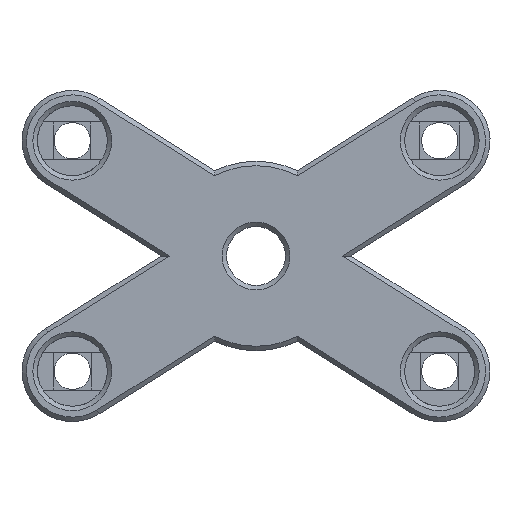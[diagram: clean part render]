
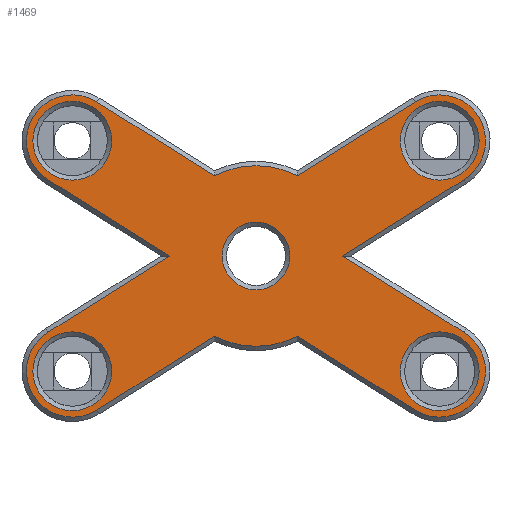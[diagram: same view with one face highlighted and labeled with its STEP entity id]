
A CAD part, front view. The second image highlights one B-rep face of the part: STEP entity #1469.
In plain terms, the highlighted planar face has unit normal (0, -1, 0).
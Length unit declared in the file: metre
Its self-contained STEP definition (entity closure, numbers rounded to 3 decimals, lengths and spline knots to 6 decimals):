
#71=LINE('',#2330,#199);
#72=LINE('',#2332,#200);
#73=LINE('',#2336,#201);
#74=LINE('',#2340,#202);
#75=LINE('',#2344,#203);
#76=LINE('',#2346,#204);
#77=LINE('',#2350,#205);
#78=LINE('',#2354,#206);
#199=VECTOR('',#1863,1.);
#200=VECTOR('',#1864,1.);
#201=VECTOR('',#1867,1.);
#202=VECTOR('',#1870,1.);
#203=VECTOR('',#1873,1.);
#204=VECTOR('',#1874,1.);
#205=VECTOR('',#1877,1.);
#206=VECTOR('',#1880,1.);
#362=ORIENTED_EDGE('',*,*,#758,.T.);
#363=ORIENTED_EDGE('',*,*,#759,.T.);
#364=ORIENTED_EDGE('',*,*,#760,.T.);
#365=ORIENTED_EDGE('',*,*,#761,.T.);
#366=ORIENTED_EDGE('',*,*,#762,.T.);
#367=ORIENTED_EDGE('',*,*,#763,.T.);
#368=ORIENTED_EDGE('',*,*,#764,.T.);
#369=ORIENTED_EDGE('',*,*,#765,.T.);
#370=ORIENTED_EDGE('',*,*,#766,.T.);
#371=ORIENTED_EDGE('',*,*,#767,.T.);
#372=ORIENTED_EDGE('',*,*,#768,.T.);
#373=ORIENTED_EDGE('',*,*,#769,.T.);
#374=ORIENTED_EDGE('',*,*,#770,.T.);
#375=ORIENTED_EDGE('',*,*,#771,.T.);
#376=ORIENTED_EDGE('',*,*,#772,.T.);
#377=ORIENTED_EDGE('',*,*,#773,.T.);
#378=ORIENTED_EDGE('',*,*,#774,.T.);
#379=ORIENTED_EDGE('',*,*,#775,.T.);
#380=ORIENTED_EDGE('',*,*,#776,.T.);
#758=EDGE_CURVE('',#957,#957,#1074,.T.);
#759=EDGE_CURVE('',#958,#958,#1075,.T.);
#760=EDGE_CURVE('',#959,#959,#1076,.T.);
#761=EDGE_CURVE('',#960,#960,#1077,.T.);
#762=EDGE_CURVE('',#961,#961,#1078,.T.);
#763=EDGE_CURVE('',#962,#963,#1079,.T.);
#764=EDGE_CURVE('',#963,#964,#71,.T.);
#765=EDGE_CURVE('',#964,#965,#72,.T.);
#766=EDGE_CURVE('',#965,#966,#1080,.T.);
#767=EDGE_CURVE('',#966,#967,#73,.T.);
#768=EDGE_CURVE('',#967,#968,#1081,.T.);
#769=EDGE_CURVE('',#968,#969,#74,.T.);
#770=EDGE_CURVE('',#969,#970,#1082,.T.);
#771=EDGE_CURVE('',#970,#971,#75,.T.);
#772=EDGE_CURVE('',#971,#972,#76,.T.);
#773=EDGE_CURVE('',#972,#973,#1083,.T.);
#774=EDGE_CURVE('',#973,#974,#77,.T.);
#775=EDGE_CURVE('',#974,#975,#1084,.T.);
#776=EDGE_CURVE('',#975,#962,#78,.T.);
#957=VERTEX_POINT('',#2318);
#958=VERTEX_POINT('',#2320);
#959=VERTEX_POINT('',#2322);
#960=VERTEX_POINT('',#2324);
#961=VERTEX_POINT('',#2326);
#962=VERTEX_POINT('',#2328);
#963=VERTEX_POINT('',#2329);
#964=VERTEX_POINT('',#2331);
#965=VERTEX_POINT('',#2333);
#966=VERTEX_POINT('',#2335);
#967=VERTEX_POINT('',#2337);
#968=VERTEX_POINT('',#2339);
#969=VERTEX_POINT('',#2341);
#970=VERTEX_POINT('',#2343);
#971=VERTEX_POINT('',#2345);
#972=VERTEX_POINT('',#2347);
#973=VERTEX_POINT('',#2349);
#974=VERTEX_POINT('',#2351);
#975=VERTEX_POINT('',#2353);
#1074=CIRCLE('',#1608,0.003025);
#1075=CIRCLE('',#1609,0.003525);
#1076=CIRCLE('',#1610,0.003525);
#1077=CIRCLE('',#1611,0.003525);
#1078=CIRCLE('',#1612,0.003525);
#1079=CIRCLE('',#1613,0.0041);
#1080=CIRCLE('',#1614,0.0041);
#1081=CIRCLE('',#1615,0.008065);
#1082=CIRCLE('',#1616,0.0041);
#1083=CIRCLE('',#1617,0.0041);
#1084=CIRCLE('',#1618,0.008065);
#1148=EDGE_LOOP('',(#362));
#1149=EDGE_LOOP('',(#363));
#1150=EDGE_LOOP('',(#364));
#1151=EDGE_LOOP('',(#365));
#1152=EDGE_LOOP('',(#366));
#1153=EDGE_LOOP('',(#367,#368,#369,#370,#371,#372,#373,#374,#375,#376,#377,
#378,#379,#380));
#1284=FACE_BOUND('',#1148,.T.);
#1285=FACE_BOUND('',#1149,.T.);
#1286=FACE_BOUND('',#1150,.T.);
#1287=FACE_BOUND('',#1151,.T.);
#1288=FACE_BOUND('',#1152,.T.);
#1289=FACE_BOUND('',#1153,.T.);
#1405=PLANE('',#1607);
#1469=ADVANCED_FACE('',(#1284,#1285,#1286,#1287,#1288,#1289),#1405,.T.);
#1607=AXIS2_PLACEMENT_3D('',#2316,#1849,#1850);
#1608=AXIS2_PLACEMENT_3D('',#2317,#1851,#1852);
#1609=AXIS2_PLACEMENT_3D('',#2319,#1853,#1854);
#1610=AXIS2_PLACEMENT_3D('',#2321,#1855,#1856);
#1611=AXIS2_PLACEMENT_3D('',#2323,#1857,#1858);
#1612=AXIS2_PLACEMENT_3D('',#2325,#1859,#1860);
#1613=AXIS2_PLACEMENT_3D('',#2327,#1861,#1862);
#1614=AXIS2_PLACEMENT_3D('',#2334,#1865,#1866);
#1615=AXIS2_PLACEMENT_3D('',#2338,#1868,#1869);
#1616=AXIS2_PLACEMENT_3D('',#2342,#1871,#1872);
#1617=AXIS2_PLACEMENT_3D('',#2348,#1875,#1876);
#1618=AXIS2_PLACEMENT_3D('',#2352,#1878,#1879);
#1849=DIRECTION('',(0.,-1.,0.));
#1850=DIRECTION('',(1.,0.,0.));
#1851=DIRECTION('',(0.,1.,0.));
#1852=DIRECTION('',(0.,0.,-1.));
#1853=DIRECTION('',(0.,1.,0.));
#1854=DIRECTION('',(0.,0.,-1.));
#1855=DIRECTION('',(0.,1.,0.));
#1856=DIRECTION('',(0.,0.,-1.));
#1857=DIRECTION('',(0.,1.,0.));
#1858=DIRECTION('',(0.,0.,-1.));
#1859=DIRECTION('',(0.,1.,0.));
#1860=DIRECTION('',(0.,0.,-1.));
#1861=DIRECTION('',(0.,-1.,0.));
#1862=DIRECTION('',(0.,0.,1.));
#1863=DIRECTION('',(-0.847,0.,0.532));
#1864=DIRECTION('',(0.847,0.,0.532));
#1865=DIRECTION('',(0.,-1.,0.));
#1866=DIRECTION('',(0.,0.,-1.));
#1867=DIRECTION('',(-0.847,0.,-0.532));
#1868=DIRECTION('',(0.,-1.,0.));
#1869=DIRECTION('',(0.,0.,1.));
#1870=DIRECTION('',(-0.847,0.,0.532));
#1871=DIRECTION('',(0.,-1.,0.));
#1872=DIRECTION('',(0.,0.,1.));
#1873=DIRECTION('',(0.847,0.,-0.532));
#1874=DIRECTION('',(-0.847,0.,-0.532));
#1875=DIRECTION('',(0.,-1.,0.));
#1876=DIRECTION('',(0.,0.,-1.));
#1877=DIRECTION('',(0.847,0.,0.532));
#1878=DIRECTION('',(0.,-1.,0.));
#1879=DIRECTION('',(0.,0.,1.));
#1880=DIRECTION('',(0.847,0.,-0.532));
#2316=CARTESIAN_POINT('',(0.03745,0.189515,0.108015));
#2317=CARTESIAN_POINT('',(0.037521,0.189515,0.112376));
#2318=CARTESIAN_POINT('',(0.037521,0.189515,0.109351));
#2319=CARTESIAN_POINT('',(0.053931,0.189515,0.122676));
#2320=CARTESIAN_POINT('',(0.053931,0.189515,0.119151));
#2321=CARTESIAN_POINT('',(0.053931,0.189515,0.102076));
#2322=CARTESIAN_POINT('',(0.053931,0.189515,0.098551));
#2323=CARTESIAN_POINT('',(0.021111,0.189515,0.102076));
#2324=CARTESIAN_POINT('',(0.021111,0.189515,0.098551));
#2325=CARTESIAN_POINT('',(0.021111,0.189515,0.122676));
#2326=CARTESIAN_POINT('',(0.021111,0.189515,0.119151));
#2327=CARTESIAN_POINT('',(0.053931,0.189515,0.102076));
#2328=CARTESIAN_POINT('',(0.051752,0.189515,0.098603));
#2329=CARTESIAN_POINT('',(0.056111,0.189515,0.105549));
#2330=CARTESIAN_POINT('',(0.041613,0.189515,0.114648));
#2331=CARTESIAN_POINT('',(0.045233,0.189515,0.112376));
#2332=CARTESIAN_POINT('',(0.045233,0.189515,0.112376));
#2333=CARTESIAN_POINT('',(0.056111,0.189515,0.119203));
#2334=CARTESIAN_POINT('',(0.053931,0.189515,0.122676));
#2335=CARTESIAN_POINT('',(0.051752,0.189515,0.126149));
#2336=CARTESIAN_POINT('',(0.051752,0.189515,0.126149));
#2337=CARTESIAN_POINT('',(0.041224,0.189515,0.119541));
#2338=CARTESIAN_POINT('',(0.037521,0.189515,0.112376));
#2339=CARTESIAN_POINT('',(0.033819,0.189515,0.119541));
#2340=CARTESIAN_POINT('',(0.041613,0.189515,0.114648));
#2341=CARTESIAN_POINT('',(0.02329,0.189515,0.126149));
#2342=CARTESIAN_POINT('',(0.021111,0.189515,0.122676));
#2343=CARTESIAN_POINT('',(0.018931,0.189515,0.119203));
#2344=CARTESIAN_POINT('',(0.037254,0.189515,0.107703));
#2345=CARTESIAN_POINT('',(0.029809,0.189515,0.112376));
#2346=CARTESIAN_POINT('',(0.029809,0.189515,0.112376));
#2347=CARTESIAN_POINT('',(0.018931,0.189515,0.105549));
#2348=CARTESIAN_POINT('',(0.021111,0.189515,0.102076));
#2349=CARTESIAN_POINT('',(0.02329,0.189515,0.098603));
#2350=CARTESIAN_POINT('',(0.02329,0.189515,0.098603));
#2351=CARTESIAN_POINT('',(0.033819,0.189515,0.105211));
#2352=CARTESIAN_POINT('',(0.037521,0.189515,0.112376));
#2353=CARTESIAN_POINT('',(0.041224,0.189515,0.105211));
#2354=CARTESIAN_POINT('',(0.037254,0.189515,0.107703));
